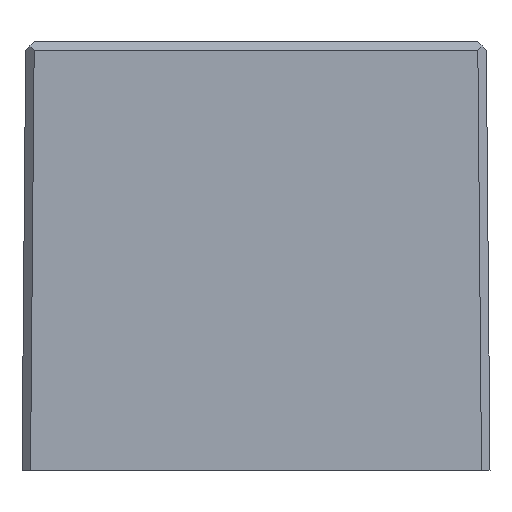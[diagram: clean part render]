
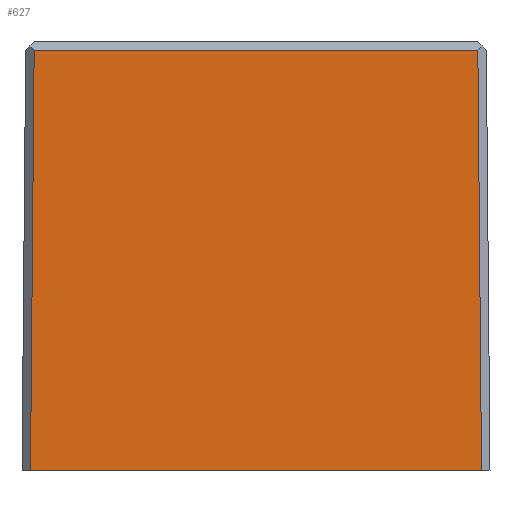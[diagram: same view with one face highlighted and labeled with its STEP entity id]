
A CAD part, left-side view. The second image highlights one B-rep face of the part: STEP entity #627.
In plain terms, the highlighted planar face has unit normal (-1, 0, 0).
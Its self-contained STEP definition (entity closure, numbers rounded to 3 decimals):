
#600=AXIS2_PLACEMENT_3D('Plane Axis2P3D',#597,#598,#599) ;
#479=CARTESIAN_POINT('Vertex',(0.,61.261,0.)) ;
#482=CARTESIAN_POINT('Line Origine',(0.,61.088,19.798)) ;
#486=CARTESIAN_POINT('Vertex',(0.,60.915,39.601)) ;
#597=CARTESIAN_POINT('Axis2P3D Location',(0.,0.,0.)) ;
#602=CARTESIAN_POINT('Line Origine',(0.,18.912,19.801)) ;
#606=CARTESIAN_POINT('Vertex',(0.,19.085,39.601)) ;
#608=CARTESIAN_POINT('Vertex',(0.,18.739,0.)) ;
#611=CARTESIAN_POINT('Line Origine',(0.,40.,39.601)) ;
#616=CARTESIAN_POINT('Line Origine',(0.,40.,0.)) ;
#483=DIRECTION('Vector Direction',(0.,0.009,-1.)) ;
#598=DIRECTION('Axis2P3D Direction',(1.,0.,0.)) ;
#599=DIRECTION('Axis2P3D XDirection',(0.,1.,0.)) ;
#603=DIRECTION('Vector Direction',(0.,0.009,1.)) ;
#612=DIRECTION('Vector Direction',(0.,1.,0.)) ;
#617=DIRECTION('Vector Direction',(0.,-1.,0.)) ;
#484=VECTOR('Line Direction',#483,1.) ;
#604=VECTOR('Line Direction',#603,1.) ;
#613=VECTOR('Line Direction',#612,1.) ;
#618=VECTOR('Line Direction',#617,1.) ;
#622=ORIENTED_EDGE('',*,*,#610,.F.) ;
#623=ORIENTED_EDGE('',*,*,#615,.F.) ;
#624=ORIENTED_EDGE('',*,*,#488,.F.) ;
#625=ORIENTED_EDGE('',*,*,#620,.F.) ;
#627=ADVANCED_FACE('Body.2',(#626),#601,.F.) ;
#488=EDGE_CURVE('',#480,#487,#485,.F.) ;
#610=EDGE_CURVE('',#607,#609,#605,.F.) ;
#615=EDGE_CURVE('',#487,#607,#614,.F.) ;
#620=EDGE_CURVE('',#609,#480,#619,.F.) ;
#621=EDGE_LOOP('',(#622,#623,#624,#625)) ;
#626=FACE_OUTER_BOUND('',#621,.T.) ;
#485=LINE('Line',#482,#484) ;
#605=LINE('Line',#602,#604) ;
#614=LINE('Line',#611,#613) ;
#619=LINE('Line',#616,#618) ;
#601=PLANE('',#600) ;
#480=VERTEX_POINT('',#479) ;
#487=VERTEX_POINT('',#486) ;
#607=VERTEX_POINT('',#606) ;
#609=VERTEX_POINT('',#608) ;
